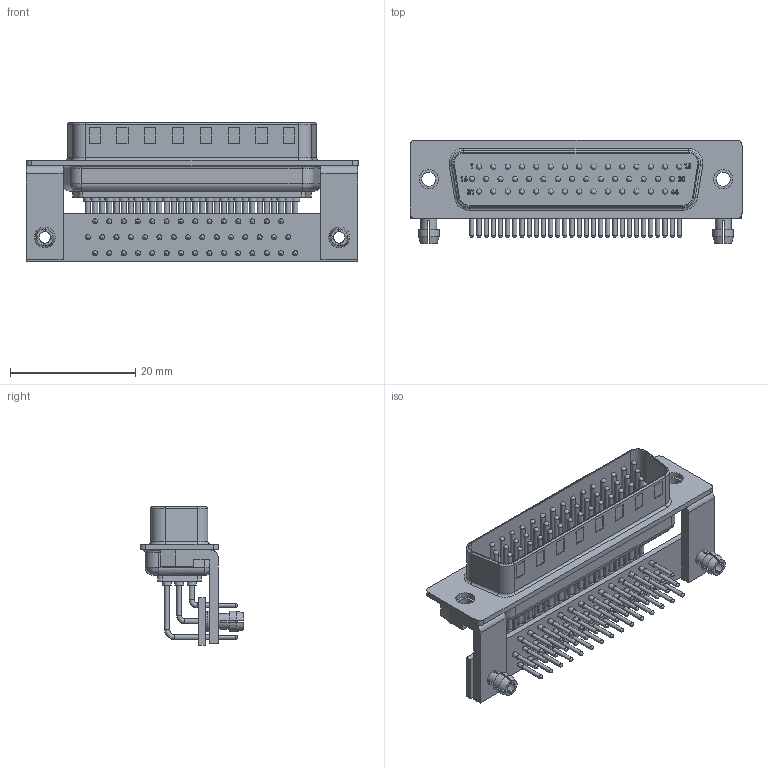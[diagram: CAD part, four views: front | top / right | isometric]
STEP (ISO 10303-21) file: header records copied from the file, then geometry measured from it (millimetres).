
FILE_DESCRIPTION (( 'STEP AP203' ), '1' );
FILE_NAME ('781-M44-113R141.STEP', '2020-01-06T16:40:18', ( '' ), ( '' ), 'SwSTEP 2.0', 'SolidWorks 2017', '' );
FILE_SCHEMA (( 'CONFIG_CONTROL_DESIGN' ));
Length unit declared in the file: inch
Products named in the file (1): 781-M44-113R141
Bounding box: 53.04 x 16.57 x 22.11 mm (x, y, z)
Volume: 4093.4 mm3; surface area: 6835.9 mm2
Topology: 1 solids, 1 shells, 940 faces, 2214 edges, 1408 vertices
Faces by surface type: plane 402, cylinder 328, bspline 202, cone 8
Full cylindrical faces by diameter (mm): 0.66 x44, 0.813 x176, 1.397 x44, 1.854 x2, 2.261 x2, 2.54 x2, 3.048 x2, 3.175 x2, 3.302 x2
Entity records: 30145 total; most frequent: CARTESIAN_POINT 11070, DIRECTION 3687, ORIENTED_EDGE 3424, EDGE_CURVE 1712, EDGE_LOOP 1624, AXIS2_PLACEMENT_3D 1471, VERTEX_POINT 1360, FACE_OUTER_BOUND 1306
